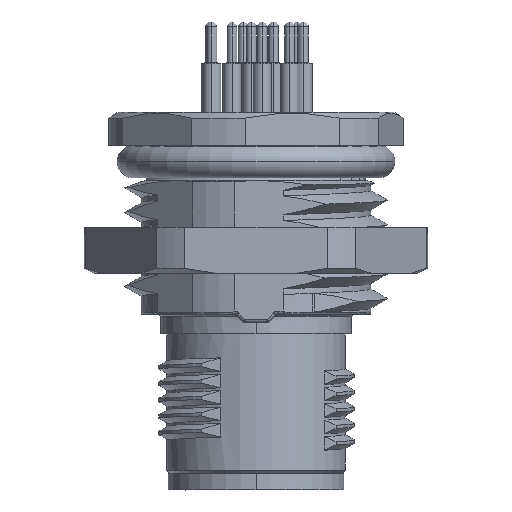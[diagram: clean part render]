
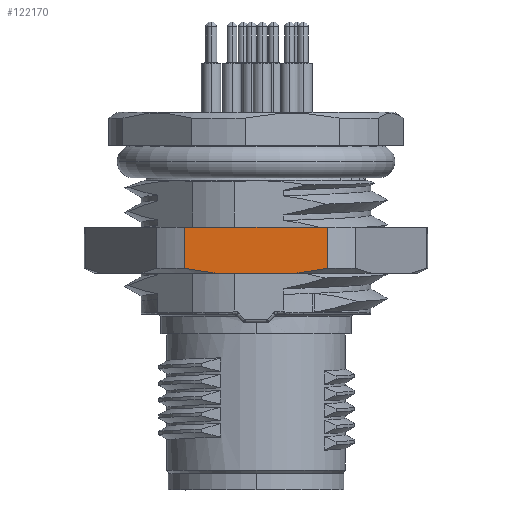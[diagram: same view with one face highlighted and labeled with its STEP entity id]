
A CAD part, front view. The second image highlights one B-rep face of the part: STEP entity #122170.
In plain terms, the highlighted planar face has unit normal (0, -1, 0).
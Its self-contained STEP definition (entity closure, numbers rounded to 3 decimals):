
#119140=CARTESIAN_POINT('',(-2.433,-9.5,12.2));
#119150=VERTEX_POINT('',#119140);
#119180=CARTESIAN_POINT('',(-2.433,-9.5,12.2));
#119190=DIRECTION('',(1.,0.,0.));
#119200=VECTOR('',#119190,4.866);
#119210=LINE('',#119180,#119200);
#119220=CARTESIAN_POINT('',(2.433,-9.5,12.2));
#119230=VERTEX_POINT('',#119220);
#119240=EDGE_CURVE('',#119150,#119230,#119210,.T.);
#120700=CARTESIAN_POINT('',(-4.353,-9.5,12.5));
#120710=VERTEX_POINT('',#120700);
#120740=CARTESIAN_POINT('',(-4.353,-9.5,12.5));
#120750=CARTESIAN_POINT('',(-4.138,-9.5,12.458));
#120760=CARTESIAN_POINT('',(-3.708,-9.5,12.38));
#120770=CARTESIAN_POINT('',(-3.07,-9.5,12.28));
#120780=CARTESIAN_POINT('',(-2.645,-9.5,12.225));
#120790=CARTESIAN_POINT('',(-2.433,-9.5,12.2));
#120800=B_SPLINE_CURVE_WITH_KNOTS('',3,(#120740,#120750,#120760,#120770,
#120780,#120790),.UNSPECIFIED.,.F.,.F.,(4,1,1,4),(0.,0.333,
0.667,1.),.UNSPECIFIED.);
#120810=EDGE_CURVE('',#120710,#119150,#120800,.T.);
#121050=CARTESIAN_POINT('',(-4.353,-9.5,15.));
#121060=VERTEX_POINT('',#121050);
#121090=CARTESIAN_POINT('',(-4.353,-9.5,12.5));
#121100=DIRECTION('',(0.,0.,1.));
#121110=VECTOR('',#121100,2.5);
#121120=LINE('',#121090,#121110);
#121130=EDGE_CURVE('',#120710,#121060,#121120,.T.);
#121820=CARTESIAN_POINT('',(-4.353,-9.5,12.2));
#121830=DIRECTION('',(-0.,1.,0.));
#121840=DIRECTION('',(1.,0.,0.));
#121850=AXIS2_PLACEMENT_3D('',#121820,#121830,#121840);
#121860=PLANE('',#121850);
#121870=ORIENTED_EDGE('',*,*,#121130,.F.);
#121880=CARTESIAN_POINT('',(-4.353,-9.5,15.));
#121890=DIRECTION('',(1.,0.,0.));
#121900=VECTOR('',#121890,8.707);
#121910=LINE('',#121880,#121900);
#121920=CARTESIAN_POINT('',(4.353,-9.5,15.));
#121930=VERTEX_POINT('',#121920);
#121940=EDGE_CURVE('',#121060,#121930,#121910,.T.);
#121950=ORIENTED_EDGE('',*,*,#121940,.F.);
#121960=CARTESIAN_POINT('',(4.353,-9.5,12.5));
#121970=DIRECTION('',(0.,0.,1.));
#121980=VECTOR('',#121970,2.5);
#121990=LINE('',#121960,#121980);
#122000=CARTESIAN_POINT('',(4.353,-9.5,12.5));
#122010=VERTEX_POINT('',#122000);
#122020=EDGE_CURVE('',#122010,#121930,#121990,.T.);
#122030=ORIENTED_EDGE('',*,*,#122020,.T.);
#122040=CARTESIAN_POINT('',(2.433,-9.5,12.2));
#122050=CARTESIAN_POINT('',(2.646,-9.5,12.225));
#122060=CARTESIAN_POINT('',(3.071,-9.5,12.28));
#122070=CARTESIAN_POINT('',(3.709,-9.5,12.38));
#122080=CARTESIAN_POINT('',(4.138,-9.5,12.458));
#122090=CARTESIAN_POINT('',(4.353,-9.5,12.5));
#122100=B_SPLINE_CURVE_WITH_KNOTS('',3,(#122040,#122050,#122060,#122070,
#122080,#122090),.UNSPECIFIED.,.F.,.F.,(4,1,1,4),(0.,0.333,
0.667,1.),.UNSPECIFIED.);
#122110=EDGE_CURVE('',#119230,#122010,#122100,.T.);
#122120=ORIENTED_EDGE('',*,*,#122110,.T.);
#122130=ORIENTED_EDGE('',*,*,#119240,.T.);
#122140=ORIENTED_EDGE('',*,*,#120810,.T.);
#122150=EDGE_LOOP('',(#122140,#122130,#122120,#122030,#121950,#121870));
#122160=FACE_OUTER_BOUND('',#122150,.T.);
#122170=ADVANCED_FACE('',(#122160),#121860,.F.);
